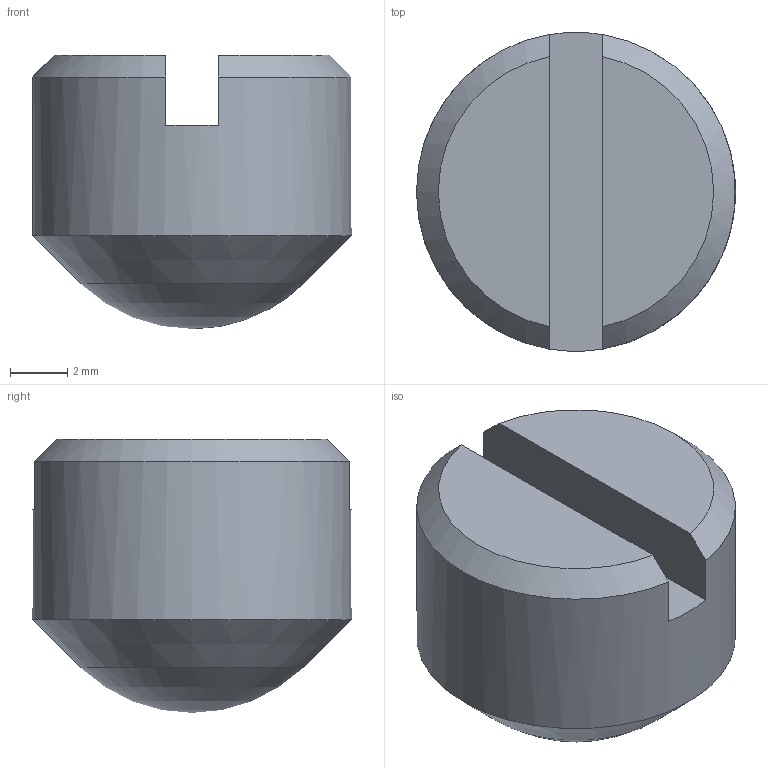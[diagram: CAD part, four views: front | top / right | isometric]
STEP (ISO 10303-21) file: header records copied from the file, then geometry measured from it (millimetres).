
FILE_DESCRIPTION(/* description */ (''),/* implementation_level */ '2;1');
FILE_NAME(/* name */ '14224.stp',/* time_stamp */ '2016-09-23T13:34:05-04:00',/* author */ ('cridley'),/* organization */ (''),/* preprocessor_version */ 'ST-DEVELOPER v15.6',/* originating_system */ 'Autodesk Inventor 2015',/* authorisation */ '');
FILE_SCHEMA (('AUTOMOTIVE_DESIGN { 1 0 10303 214 3 1 1 }'));
Length unit declared in the file: inch
Products named in the file (1): 14224
Bounding box: 11.1 x 11.1 x 9.53 mm (x, y, z)
Volume: 706.9 mm3; surface area: 469.3 mm2
Topology: 1 solids, 1 shells, 10 faces, 27 edges, 18 vertices
Faces by surface type: plane 5, cone 3, sphere 1, cylinder 1
Full cylindrical faces by diameter (mm): 11.1 x1
Entity records: 290 total; most frequent: CARTESIAN_POINT 53, DIRECTION 46, ORIENTED_EDGE 40, EDGE_CURVE 20, AXIS2_PLACEMENT_3D 19, VERTEX_POINT 14, EDGE_LOOP 12, FACE_OUTER_BOUND 10
